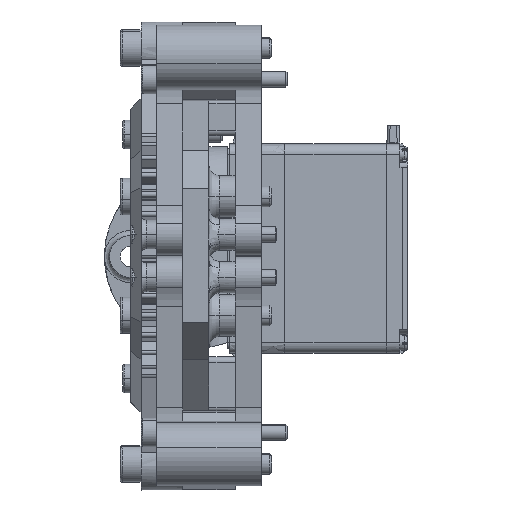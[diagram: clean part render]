
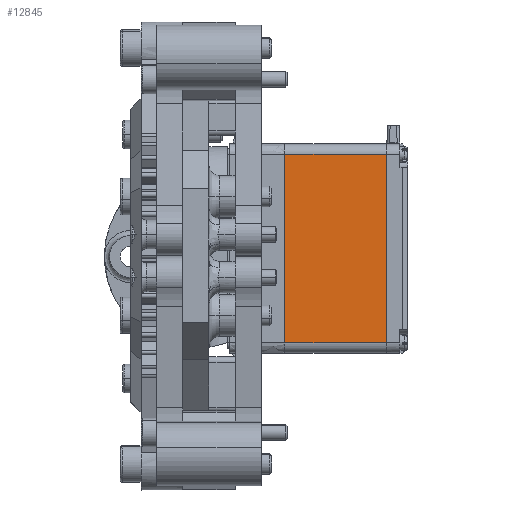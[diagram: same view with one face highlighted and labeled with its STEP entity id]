
A CAD part, top view. The second image highlights one B-rep face of the part: STEP entity #12845.
In plain terms, the highlighted free-form (B-spline) face has degree [1, 1] with [2, 2] control points.
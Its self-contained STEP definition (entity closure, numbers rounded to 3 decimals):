
#12409 = VERTEX_POINT('',#12410);
#12410 = CARTESIAN_POINT('',(32.359,-14.628,
    30.808));
#12456 = VERTEX_POINT('',#12457);
#12457 = CARTESIAN_POINT('',(32.359,17.288,
    30.808));
#12463 = EDGE_CURVE('',#12456,#12409,#12464,.T.);
#12464 = B_SPLINE_CURVE_WITH_KNOTS('',1,(#12465,#12466),.UNSPECIFIED.,
  .F.,.F.,(2,2),(0.,36.),.PIECEWISE_BEZIER_KNOTS.);
#12465 = CARTESIAN_POINT('',(32.359,17.288,
    30.808));
#12466 = CARTESIAN_POINT('',(32.359,-14.628,
    30.808));
#12819 = EDGE_CURVE('',#12820,#12409,#12822,.T.);
#12820 = VERTEX_POINT('',#12821);
#12821 = CARTESIAN_POINT('',(15.071,-14.628,
    30.808));
#12822 = B_SPLINE_CURVE_WITH_KNOTS('',1,(#12823,#12824),.UNSPECIFIED.,
  .F.,.F.,(2,2),(0.,19.5),.PIECEWISE_BEZIER_KNOTS.);
#12823 = CARTESIAN_POINT('',(15.071,-14.628,
    30.808));
#12824 = CARTESIAN_POINT('',(32.359,-14.628,
    30.808));
#12845 = ADVANCED_FACE('',(#12846),#12862,.T.);
#12846 = FACE_BOUND('',#12847,.T.);
#12847 = EDGE_LOOP('',(#12848,#12849,#12856,#12861));
#12848 = ORIENTED_EDGE('',*,*,#12463,.F.);
#12849 = ORIENTED_EDGE('',*,*,#12850,.F.);
#12850 = EDGE_CURVE('',#12851,#12456,#12853,.T.);
#12851 = VERTEX_POINT('',#12852);
#12852 = CARTESIAN_POINT('',(15.071,17.288,
    30.808));
#12853 = B_SPLINE_CURVE_WITH_KNOTS('',1,(#12854,#12855),.UNSPECIFIED.,
  .F.,.F.,(2,2),(0.,19.5),.PIECEWISE_BEZIER_KNOTS.);
#12854 = CARTESIAN_POINT('',(15.071,17.288,
    30.808));
#12855 = CARTESIAN_POINT('',(32.359,17.288,
    30.808));
#12856 = ORIENTED_EDGE('',*,*,#12857,.T.);
#12857 = EDGE_CURVE('',#12851,#12820,#12858,.T.);
#12858 = B_SPLINE_CURVE_WITH_KNOTS('',1,(#12859,#12860),.UNSPECIFIED.,
  .F.,.F.,(2,2),(0.,36.),.PIECEWISE_BEZIER_KNOTS.);
#12859 = CARTESIAN_POINT('',(15.071,17.288,
    30.808));
#12860 = CARTESIAN_POINT('',(15.071,-14.628,
    30.808));
#12861 = ORIENTED_EDGE('',*,*,#12819,.T.);
#12862 = B_SPLINE_SURFACE_WITH_KNOTS('',1,1,(
    (#12863,#12864)
    ,(#12865,#12866
    )),.UNSPECIFIED.,.F.,.F.,.F.,(2,2),(2,2),(-36.,0.),(-19.5,0.),
  .PIECEWISE_BEZIER_KNOTS.);
#12863 = CARTESIAN_POINT('',(32.359,-14.628,
    30.808));
#12864 = CARTESIAN_POINT('',(15.071,-14.628,
    30.808));
#12865 = CARTESIAN_POINT('',(32.359,17.288,
    30.808));
#12866 = CARTESIAN_POINT('',(15.071,17.288,
    30.808));
